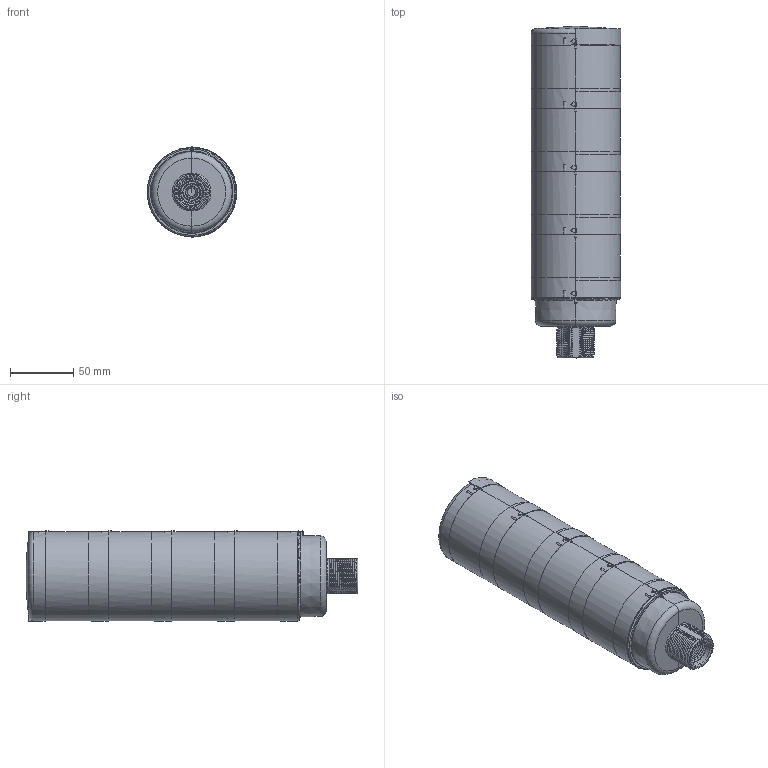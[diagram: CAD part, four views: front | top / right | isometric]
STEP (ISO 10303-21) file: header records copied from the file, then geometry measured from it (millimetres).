
FILE_DESCRIPTION((''),'2;1');
FILE_NAME('181473_ASM','2014-08-08T',('pdmadmin'),(''),'PRO/ENGINEER BY PARAMETRIC TECHNOLOGY CORPORATION, 2013230','PRO/ENGINEER BY PARAMETRIC TECHNOLOGY CORPORATION, 2013230','');
FILE_SCHEMA(('CONFIG_CONTROL_DESIGN'));
Length unit declared in the file: millimetre
Products named in the file (5): 180077; 179879; 179880; 180091; 181473_ASM
Assembly tree (10 placements, depth 2):
  181473_ASM
    180077
    179879  x4
    179880  x4
    180091
Bounding box: 70.5 x 261.6 x 71.25 mm (x, y, z)
Volume: 244781.2 mm3; surface area: 175737.6 mm2
Topology: 10 solids, 15 shells, 2926 faces, 6987 edges, 4097 vertices
Faces by surface type: bspline 975, cylinder 735, plane 480, torus 326, cone 240, sphere 170
Entity records: 71337 total; most frequent: CARTESIAN_POINT 47357, ORIENTED_EDGE 5492, DIRECTION 4322, EDGE_CURVE 2750, AXIS2_PLACEMENT_3D 1828, VERTEX_POINT 1625, EDGE_LOOP 1201, FACE_OUTER_BOUND 1153
